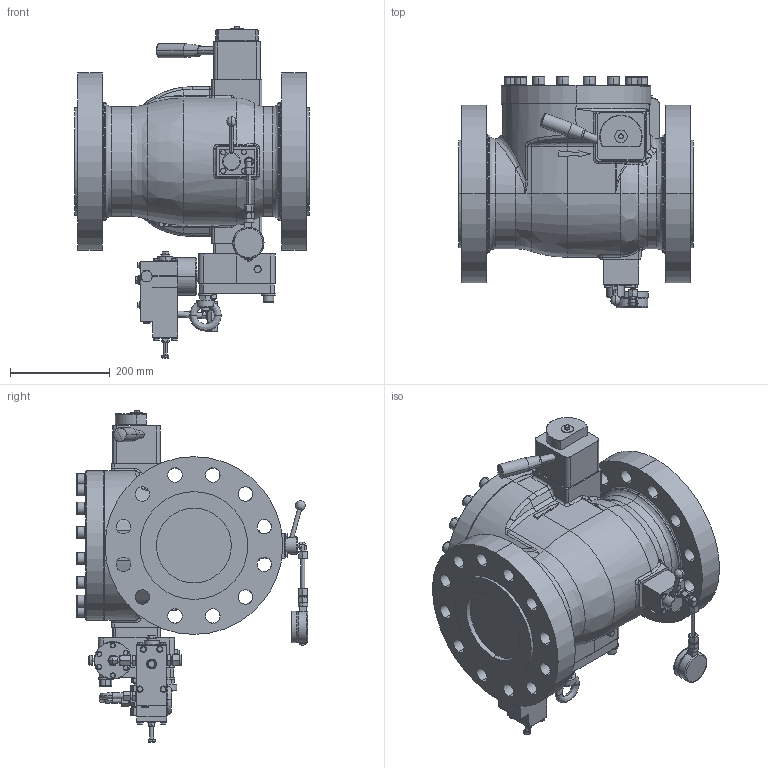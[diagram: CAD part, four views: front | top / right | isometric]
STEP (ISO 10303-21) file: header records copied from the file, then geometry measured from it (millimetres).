
FILE_DESCRIPTION (( 'STEP AP214' ), '1' );
FILE_NAME ('HON711_DN150_DN150_cl600_X_670_R_K16.STEP', '2020-06-22T07:04:23', ( '' ), ( '' ), 'SwSTEP 2.0', 'SolidWorks 2017', '' );
FILE_SCHEMA (( 'AUTOMOTIVE_DESIGN' ));
Length unit declared in the file: millimetre
Products named in the file (1): HON711_DN150_DN150_cl600_X_670_R_K16
Bounding box: 470 x 463.5 x 665.03 mm (x, y, z)
Volume: 39099589.3 mm3; surface area: 1296007.4 mm2
Topology: 2 solids, 2 shells, 2050 faces, 4840 edges, 2940 vertices
Faces by surface type: plane 873, cylinder 490, cone 449, bspline 232, torus 4, sphere 2
Entity records: 89006 total; most frequent: CARTESIAN_POINT 28786, ORIENTED_EDGE 9654, DIRECTION 8842, EDGE_CURVE 4827, AXIS2_PLACEMENT_3D 3435, VERTEX_POINT 2940, EDGE_LOOP 2301, FACE_OUTER_BOUND 2050
